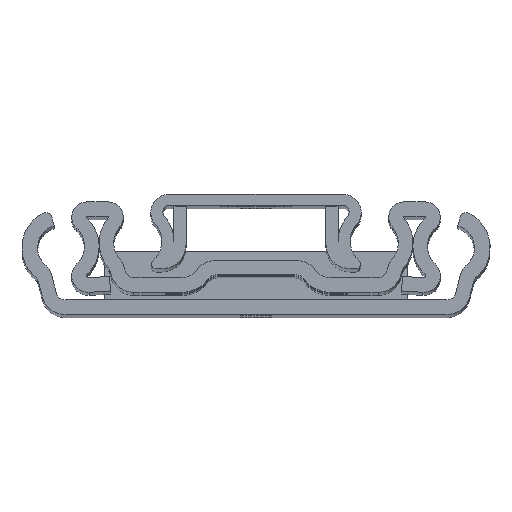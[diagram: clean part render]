
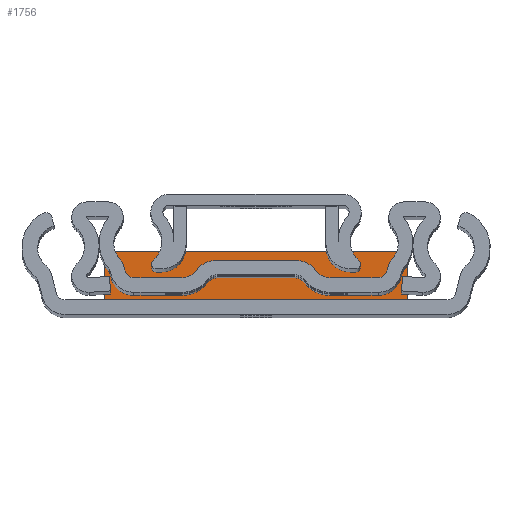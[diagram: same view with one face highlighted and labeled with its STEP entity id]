
A CAD part, top view. The second image highlights one B-rep face of the part: STEP entity #1756.
In plain terms, the highlighted planar face has unit normal (0, 0, 1).
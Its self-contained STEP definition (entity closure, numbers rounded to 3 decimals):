
#168 = VERTEX_POINT ( 'NONE', #341 ) ;
#341 = CARTESIAN_POINT ( 'NONE',  ( -25., 2.4, -150. ) ) ;
#363 = VERTEX_POINT ( 'NONE', #903 ) ;
#390 = VERTEX_POINT ( 'NONE', #921 ) ;
#491 = VERTEX_POINT ( 'NONE', #1313 ) ;
#712 = EDGE_LOOP ( 'NONE', ( #2001, #2002, #2003, #2004 ) ) ;
#864 = CARTESIAN_POINT ( 'NONE',  ( 25., -19.3, -150. ) ) ;
#903 = CARTESIAN_POINT ( 'NONE',  ( 25., 2.4, -150. ) ) ;
#921 = CARTESIAN_POINT ( 'NONE',  ( 25., 11., -150. ) ) ;
#1077 = DIRECTION ( 'NONE',  ( -1., 0., 0. ) ) ;
#1111 = DIRECTION ( 'NONE',  ( 0., 1., 0. ) ) ;
#1243 = CARTESIAN_POINT ( 'NONE',  ( 31.434, 2.4, -150. ) ) ;
#1313 = CARTESIAN_POINT ( 'NONE',  ( -25., 11., -150. ) ) ;
#1450 = CARTESIAN_POINT ( 'NONE',  ( -25., 11., -150. ) ) ;
#1451 = DIRECTION ( 'NONE',  ( -1., 0., 0. ) ) ;
#1558 = EDGE_CURVE ( 'NONE', #363, #390, #3265, .T. ) ;
#1596 = EDGE_CURVE ( 'NONE', #363, #168, #3326, .T. ) ;
#1620 = EDGE_CURVE ( 'NONE', #390, #491, #3367, .T. ) ;
#1645 = EDGE_CURVE ( 'NONE', #491, #168, #3408, .T. ) ;
#1756 = ADVANCED_FACE ( 'NONE', ( #5403 ), #4268, .F. ) ;
#2001 = ORIENTED_EDGE ( 'NONE', *, *, #1645, .T. ) ;
#2002 = ORIENTED_EDGE ( 'NONE', *, *, #1596, .F. ) ;
#2003 = ORIENTED_EDGE ( 'NONE', *, *, #1558, .T. ) ;
#2004 = ORIENTED_EDGE ( 'NONE', *, *, #1620, .T. ) ;
#3258 = VECTOR ( 'NONE', #1111, 1000. ) ;
#3265 = LINE ( 'NONE', #864, #3258 ) ;
#3326 = LINE ( 'NONE', #1243, #3327 ) ;
#3327 = VECTOR ( 'NONE', #1077, 1000. ) ;
#3367 = LINE ( 'NONE', #1450, #3368 ) ;
#3368 = VECTOR ( 'NONE', #1451, 1000. ) ;
#3402 = VECTOR ( 'NONE', #8937, 1000. ) ;
#3408 = LINE ( 'NONE', #8949, #3402 ) ;
#3685 = AXIS2_PLACEMENT_3D ( 'NONE', #4230, #4280, #4281 ) ;
#4230 = CARTESIAN_POINT ( 'NONE',  ( 25., 11., -150. ) ) ;
#4268 = PLANE ( 'NONE',  #3685 ) ;
#4280 = DIRECTION ( 'NONE',  ( 0., 0., -1. ) ) ;
#4281 = DIRECTION ( 'NONE',  ( -1., 0., 0. ) ) ;
#5403 = FACE_OUTER_BOUND ( 'NONE', #712, .T. ) ;
#8937 = DIRECTION ( 'NONE',  ( 0., -1., 0. ) ) ;
#8949 = CARTESIAN_POINT ( 'NONE',  ( -25., -19.3, -150. ) ) ;
